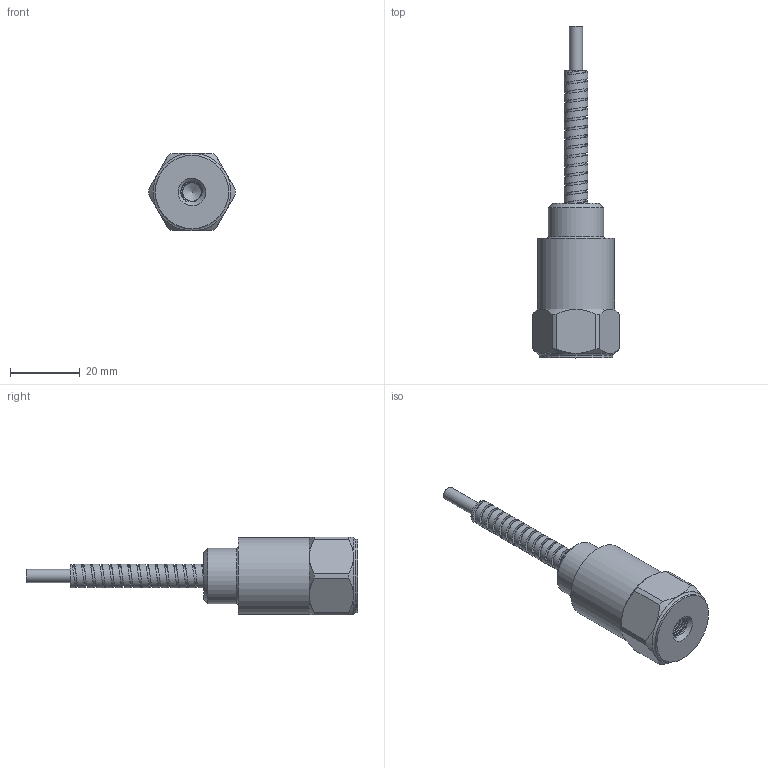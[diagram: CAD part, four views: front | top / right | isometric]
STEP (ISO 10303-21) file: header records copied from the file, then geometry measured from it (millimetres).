
FILE_DESCRIPTION(/* description */ (''),/* implementation_level */ '2;1');
FILE_NAME(/* name */ 'MASTER_STANDARD_TA_TOP-EXIT_ARMOR_STANDARD.stp',/* time_stamp */ '2017-04-26T10:44:56-04:00',/* author */ ('aneininger'),/* organization */ ('CONNECTION TECHNOLOGY CENTER'),/* preprocessor_version */ 'ST-DEVELOPER v16.5',/* originating_system */ 'Autodesk Inventor 2017',/* authorisation */ '');
FILE_SCHEMA (('AUTOMOTIVE_DESIGN { 1 0 10303 214 3 1 1 }'));
Length unit declared in the file: inch
Products named in the file (1): MASTER_STANDARD_TA_TOP-EXIT_ARMOR_STANDARD
Bounding box: 24.89 x 95 x 22.23 mm (x, y, z)
Volume: 8445 mm3; surface area: 10047.7 mm2
Topology: 2 solids, 2 shells, 582 faces, 1157 edges, 629 vertices
Faces by surface type: cylinder 263, plane 221, bspline 65, cone 31, torus 2
Full cylindrical faces by diameter (mm): 0.127 x60, 1.016 x4, 1.27 x1, 2.032 x4, 3.759 x1, 3.937 x1, 11.43 x1, 12.7 x1, 15.875 x1, 18.821 x1, 18.923 x4, 18.948 x1, 20.955 x1, 22.047 x1
Entity records: 21551 total; most frequent: CARTESIAN_POINT 9256, DIRECTION 2519, ORIENTED_EDGE 2326, AXIS2_PLACEMENT_3D 1093, EDGE_CURVE 1071, EDGE_LOOP 715, VERTEX_POINT 618, STYLED_ITEM 583
